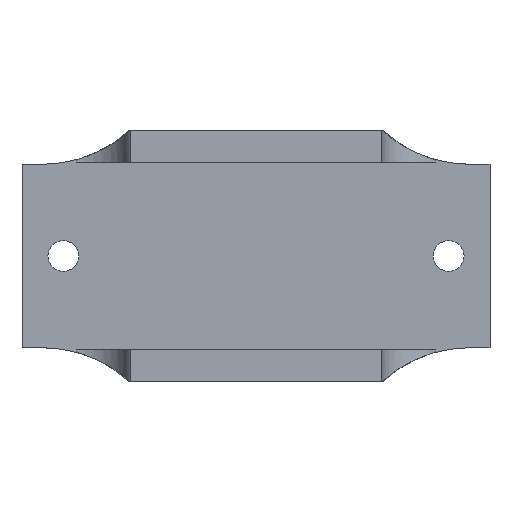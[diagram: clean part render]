
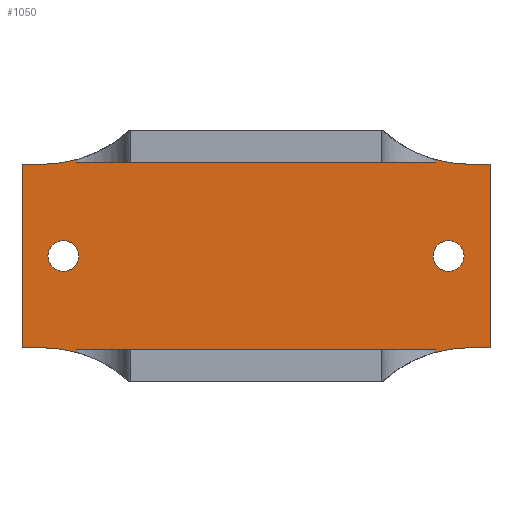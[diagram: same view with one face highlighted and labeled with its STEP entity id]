
A CAD part, front view. The second image highlights one B-rep face of the part: STEP entity #1050.
In plain terms, the highlighted planar face has unit normal (0, -1, 0).
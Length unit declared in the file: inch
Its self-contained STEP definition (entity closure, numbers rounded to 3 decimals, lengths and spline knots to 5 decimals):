
#58=FACE_BOUND('',#203,.T.);
#59=FACE_BOUND('',#204,.T.);
#78=PLANE('',#1159);
#131=FACE_OUTER_BOUND('',#202,.T.);
#202=EDGE_LOOP('',(#892,#893,#894,#895,#896,#897,#898,#899,#900,#901,#902,
#903,#904,#905,#906,#907));
#203=EDGE_LOOP('',(#908));
#204=EDGE_LOOP('',(#909));
#281=LINE('',#1951,#365);
#282=LINE('',#1954,#366);
#287=LINE('',#1967,#371);
#288=LINE('',#1970,#372);
#289=LINE('',#1972,#373);
#290=LINE('',#1973,#374);
#291=LINE('',#1975,#375);
#292=LINE('',#1976,#376);
#293=LINE('',#1978,#377);
#294=LINE('',#1980,#378);
#295=LINE('',#1981,#379);
#296=LINE('',#1982,#380);
#365=VECTOR('',#1383,0.3937);
#366=VECTOR('',#1386,0.3937);
#371=VECTOR('',#1399,0.3937);
#372=VECTOR('',#1402,0.3937);
#373=VECTOR('',#1403,0.3937);
#374=VECTOR('',#1404,0.3937);
#375=VECTOR('',#1405,0.3937);
#376=VECTOR('',#1406,0.3937);
#377=VECTOR('',#1407,0.3937);
#378=VECTOR('',#1408,0.3937);
#379=VECTOR('',#1409,0.3937);
#380=VECTOR('',#1410,0.3937);
#414=CIRCLE('',#1114,0.70866);
#422=CIRCLE('',#1126,0.70866);
#427=CIRCLE('',#1135,0.70866);
#430=CIRCLE('',#1140,0.70866);
#431=CIRCLE('',#1145,0.08465);
#432=CIRCLE('',#1147,0.08465);
#472=VERTEX_POINT('',#1585);
#473=VERTEX_POINT('',#1596);
#497=VERTEX_POINT('',#1699);
#498=VERTEX_POINT('',#1701);
#511=VERTEX_POINT('',#1833);
#512=VERTEX_POINT('',#1844);
#513=VERTEX_POINT('',#1876);
#514=VERTEX_POINT('',#1878);
#515=VERTEX_POINT('',#1896);
#517=VERTEX_POINT('',#1935);
#521=VERTEX_POINT('',#1949);
#522=VERTEX_POINT('',#1953);
#526=VERTEX_POINT('',#1965);
#527=VERTEX_POINT('',#1969);
#528=VERTEX_POINT('',#1971);
#529=VERTEX_POINT('',#1974);
#530=VERTEX_POINT('',#1977);
#531=VERTEX_POINT('',#1979);
#583=EDGE_CURVE('',#472,#473,#414,.T.);
#612=EDGE_CURVE('',#498,#497,#422,.F.);
#631=EDGE_CURVE('',#511,#512,#427,.T.);
#637=EDGE_CURVE('',#514,#513,#430,.F.);
#641=EDGE_CURVE('',#515,#515,#431,.T.);
#644=EDGE_CURVE('',#517,#517,#432,.T.);
#652=EDGE_CURVE('',#521,#472,#281,.T.);
#653=EDGE_CURVE('',#514,#522,#282,.T.);
#660=EDGE_CURVE('',#526,#511,#287,.T.);
#661=EDGE_CURVE('',#527,#513,#288,.T.);
#662=EDGE_CURVE('',#528,#527,#289,.T.);
#663=EDGE_CURVE('',#512,#528,#290,.T.);
#664=EDGE_CURVE('',#526,#529,#291,.F.);
#665=EDGE_CURVE('',#498,#529,#292,.T.);
#666=EDGE_CURVE('',#497,#530,#293,.T.);
#667=EDGE_CURVE('',#530,#531,#294,.T.);
#668=EDGE_CURVE('',#531,#473,#295,.T.);
#669=EDGE_CURVE('',#521,#522,#296,.F.);
#892=ORIENTED_EDGE('',*,*,#653,.F.);
#893=ORIENTED_EDGE('',*,*,#637,.T.);
#894=ORIENTED_EDGE('',*,*,#661,.F.);
#895=ORIENTED_EDGE('',*,*,#662,.F.);
#896=ORIENTED_EDGE('',*,*,#663,.F.);
#897=ORIENTED_EDGE('',*,*,#631,.F.);
#898=ORIENTED_EDGE('',*,*,#660,.F.);
#899=ORIENTED_EDGE('',*,*,#664,.T.);
#900=ORIENTED_EDGE('',*,*,#665,.F.);
#901=ORIENTED_EDGE('',*,*,#612,.T.);
#902=ORIENTED_EDGE('',*,*,#666,.T.);
#903=ORIENTED_EDGE('',*,*,#667,.T.);
#904=ORIENTED_EDGE('',*,*,#668,.T.);
#905=ORIENTED_EDGE('',*,*,#583,.F.);
#906=ORIENTED_EDGE('',*,*,#652,.F.);
#907=ORIENTED_EDGE('',*,*,#669,.T.);
#908=ORIENTED_EDGE('',*,*,#641,.T.);
#909=ORIENTED_EDGE('',*,*,#644,.T.);
#1050=ADVANCED_FACE('',(#131,#58,#59),#78,.F.);
#1114=AXIS2_PLACEMENT_3D('',#1597,#1272,#1273);
#1126=AXIS2_PLACEMENT_3D('',#1702,#1313,#1314);
#1135=AXIS2_PLACEMENT_3D('',#1845,#1336,#1337);
#1140=AXIS2_PLACEMENT_3D('',#1879,#1348,#1349);
#1145=AXIS2_PLACEMENT_3D('',#1897,#1360,#1361);
#1147=AXIS2_PLACEMENT_3D('',#1936,#1365,#1366);
#1159=AXIS2_PLACEMENT_3D('',#1968,#1400,#1401);
#1272=DIRECTION('center_axis',(0.,-1.,0.));
#1273=DIRECTION('ref_axis',(0.677,0.,0.736));
#1313=DIRECTION('center_axis',(0.,-1.,0.));
#1314=DIRECTION('ref_axis',(0.677,0.,-0.736));
#1336=DIRECTION('center_axis',(0.,-1.,0.));
#1337=DIRECTION('ref_axis',(-0.677,0.,-0.736));
#1348=DIRECTION('center_axis',(0.,-1.,0.));
#1349=DIRECTION('ref_axis',(-0.677,0.,0.736));
#1360=DIRECTION('center_axis',(0.,1.,0.));
#1361=DIRECTION('ref_axis',(-1.,0.,0.));
#1365=DIRECTION('center_axis',(0.,1.,0.));
#1366=DIRECTION('ref_axis',(-1.,0.,0.));
#1383=DIRECTION('',(0.,0.,-1.));
#1386=DIRECTION('',(0.,0.,1.));
#1399=DIRECTION('',(0.,0.,1.));
#1400=DIRECTION('center_axis',(0.,1.,0.));
#1401=DIRECTION('ref_axis',(-1.,0.,0.));
#1402=DIRECTION('',(-1.,0.,0.));
#1403=DIRECTION('',(0.,0.,-1.));
#1404=DIRECTION('',(1.,0.,0.));
#1405=DIRECTION('',(1.,0.,0.));
#1406=DIRECTION('',(0.,0.,-1.));
#1407=DIRECTION('',(-1.,0.,0.));
#1408=DIRECTION('',(0.,0.,-1.));
#1409=DIRECTION('',(1.,0.,0.));
#1410=DIRECTION('',(-1.,0.,0.));
#1585=CARTESIAN_POINT('',(-0.98425,0.50197,-0.01457));
#1596=CARTESIAN_POINT('',(-1.16864,0.50197,0.00984));
#1597=CARTESIAN_POINT('Origin',(-1.16864,0.50197,-0.69882));
#1699=CARTESIAN_POINT('',(-1.16864,0.50197,1.01378));
#1701=CARTESIAN_POINT('',(-0.98425,0.50197,1.03819));
#1702=CARTESIAN_POINT('Origin',(-1.16864,0.50197,1.72244));
#1833=CARTESIAN_POINT('',(0.98425,0.50197,1.03819));
#1844=CARTESIAN_POINT('',(1.16864,0.50197,1.01378));
#1845=CARTESIAN_POINT('Origin',(1.16864,0.50197,1.72244));
#1876=CARTESIAN_POINT('',(1.16864,0.50197,0.00984));
#1878=CARTESIAN_POINT('',(0.98425,0.50197,-0.01457));
#1879=CARTESIAN_POINT('Origin',(1.16864,0.50197,-0.69882));
#1896=CARTESIAN_POINT('',(-0.96843,0.50197,0.51181));
#1897=CARTESIAN_POINT('Origin',(-1.05308,0.50197,0.51181));
#1935=CARTESIAN_POINT('',(1.13772,0.50197,0.51181));
#1936=CARTESIAN_POINT('Origin',(1.05308,0.50197,0.51181));
#1949=CARTESIAN_POINT('',(-0.98425,0.50197,-0.00197));
#1951=CARTESIAN_POINT('',(-0.98425,0.50197,0.16732));
#1953=CARTESIAN_POINT('',(0.98425,0.50197,-0.00197));
#1954=CARTESIAN_POINT('',(0.98425,0.50197,0.8563));
#1965=CARTESIAN_POINT('',(0.98425,0.50197,1.02559));
#1967=CARTESIAN_POINT('',(0.98425,0.50197,0.8563));
#1968=CARTESIAN_POINT('Origin',(0.,0.50197,
0.51181));
#1969=CARTESIAN_POINT('',(1.27953,0.50197,0.00984));
#1970=CARTESIAN_POINT('',(1.27953,0.50197,0.00984));
#1971=CARTESIAN_POINT('',(1.27953,0.50197,1.01378));
#1972=CARTESIAN_POINT('',(1.27953,0.50197,1.01378));
#1973=CARTESIAN_POINT('',(0.68898,0.50197,1.01378));
#1974=CARTESIAN_POINT('',(-0.98425,0.50197,1.02559));
#1975=CARTESIAN_POINT('',(0.25394,0.50197,1.02559));
#1976=CARTESIAN_POINT('',(-0.98425,0.50197,0.16732));
#1977=CARTESIAN_POINT('',(-1.27953,0.50197,1.01378));
#1978=CARTESIAN_POINT('',(-0.68898,0.50197,1.01378));
#1979=CARTESIAN_POINT('',(-1.27953,0.50197,0.00984));
#1980=CARTESIAN_POINT('',(-1.27953,0.50197,1.01378));
#1981=CARTESIAN_POINT('',(-1.27953,0.50197,0.00984));
#1982=CARTESIAN_POINT('',(-0.25394,0.50197,-0.00197));
